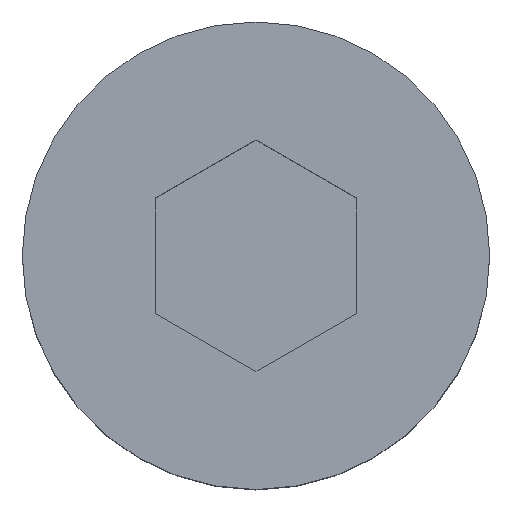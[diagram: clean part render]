
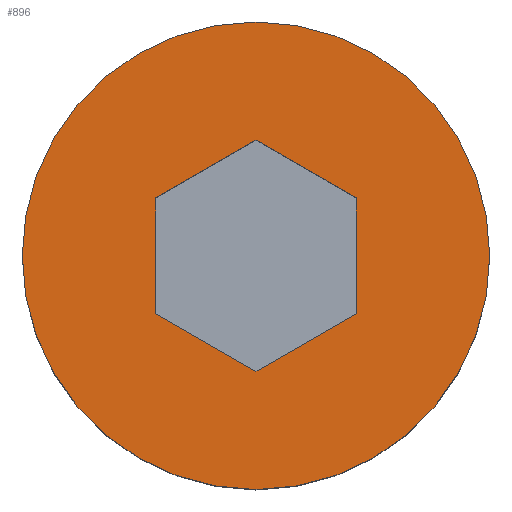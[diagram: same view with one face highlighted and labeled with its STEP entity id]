
A CAD part, top view. The second image highlights one B-rep face of the part: STEP entity #896.
In plain terms, the highlighted planar face has unit normal (0, 0, 1).
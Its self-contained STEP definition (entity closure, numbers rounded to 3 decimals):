
#15=FACE_BOUND('',#126,.T.);
#25=PLANE('',#963);
#76=FACE_OUTER_BOUND('',#125,.T.);
#125=EDGE_LOOP('',(#800));
#126=EDGE_LOOP('',(#801,#802,#803,#804,#805,#806));
#133=CIRCLE('',#961,3.5);
#245=LINE('',#3672,#298);
#249=LINE('',#3680,#302);
#252=LINE('',#3686,#305);
#255=LINE('',#3692,#308);
#258=LINE('',#3698,#311);
#261=LINE('',#3703,#314);
#298=VECTOR('',#1079,10.);
#302=VECTOR('',#1085,10.);
#305=VECTOR('',#1090,10.);
#308=VECTOR('',#1095,10.);
#311=VECTOR('',#1100,10.);
#314=VECTOR('',#1105,10.);
#393=VERTEX_POINT('',#3670);
#394=VERTEX_POINT('',#3671);
#397=VERTEX_POINT('',#3679);
#399=VERTEX_POINT('',#3685);
#401=VERTEX_POINT('',#3691);
#403=VERTEX_POINT('',#3697);
#405=VERTEX_POINT('',#3710);
#520=EDGE_CURVE('',#393,#394,#245,.T.);
#524=EDGE_CURVE('',#397,#393,#249,.T.);
#527=EDGE_CURVE('',#399,#397,#252,.T.);
#530=EDGE_CURVE('',#401,#399,#255,.T.);
#533=EDGE_CURVE('',#403,#401,#258,.T.);
#536=EDGE_CURVE('',#394,#403,#261,.T.);
#539=EDGE_CURVE('',#405,#405,#133,.T.);
#800=ORIENTED_EDGE('',*,*,#539,.T.);
#801=ORIENTED_EDGE('',*,*,#520,.T.);
#802=ORIENTED_EDGE('',*,*,#536,.T.);
#803=ORIENTED_EDGE('',*,*,#533,.T.);
#804=ORIENTED_EDGE('',*,*,#530,.T.);
#805=ORIENTED_EDGE('',*,*,#527,.T.);
#806=ORIENTED_EDGE('',*,*,#524,.T.);
#896=ADVANCED_FACE('',(#76,#15),#25,.T.);
#961=AXIS2_PLACEMENT_3D('',#3711,#1117,#1118);
#963=AXIS2_PLACEMENT_3D('',#3715,#1122,#1123);
#1079=DIRECTION('',(0.866,-0.5,0.));
#1085=DIRECTION('',(0.866,0.5,0.));
#1090=DIRECTION('',(0.,1.,0.));
#1095=DIRECTION('',(-0.866,0.5,0.));
#1100=DIRECTION('',(-0.866,-0.5,0.));
#1105=DIRECTION('',(0.,-1.,0.));
#1117=DIRECTION('center_axis',(0.,0.,1.));
#1118=DIRECTION('ref_axis',(1.,0.,0.));
#1122=DIRECTION('center_axis',(0.,0.,1.));
#1123=DIRECTION('ref_axis',(1.,0.,0.));
#3670=CARTESIAN_POINT('',(0.,1.732,4.));
#3671=CARTESIAN_POINT('',(1.5,0.866,4.));
#3672=CARTESIAN_POINT('',(0.375,1.516,4.));
#3679=CARTESIAN_POINT('',(-1.5,0.866,4.));
#3680=CARTESIAN_POINT('',(-1.125,1.083,4.));
#3685=CARTESIAN_POINT('',(-1.5,-0.866,4.));
#3686=CARTESIAN_POINT('',(-1.5,-0.433,4.));
#3691=CARTESIAN_POINT('',(0.,-1.732,4.));
#3692=CARTESIAN_POINT('',(-0.375,-1.516,4.));
#3697=CARTESIAN_POINT('',(1.5,-0.866,4.));
#3698=CARTESIAN_POINT('',(1.125,-1.083,4.));
#3703=CARTESIAN_POINT('',(1.5,0.433,4.));
#3710=CARTESIAN_POINT('',(-3.5,0.,4.));
#3711=CARTESIAN_POINT('Origin',(0.,0.,4.));
#3715=CARTESIAN_POINT('Origin',(0.,0.,4.));
